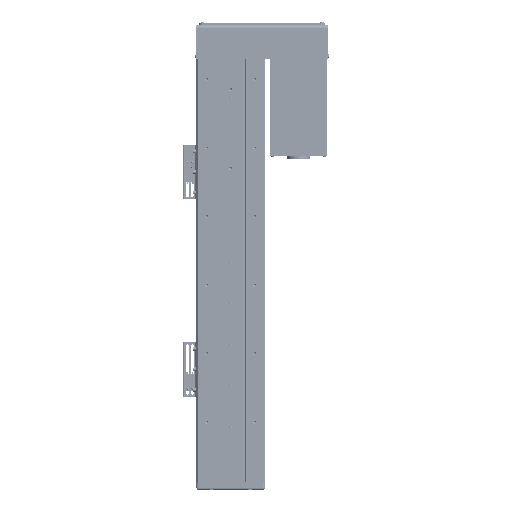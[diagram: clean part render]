
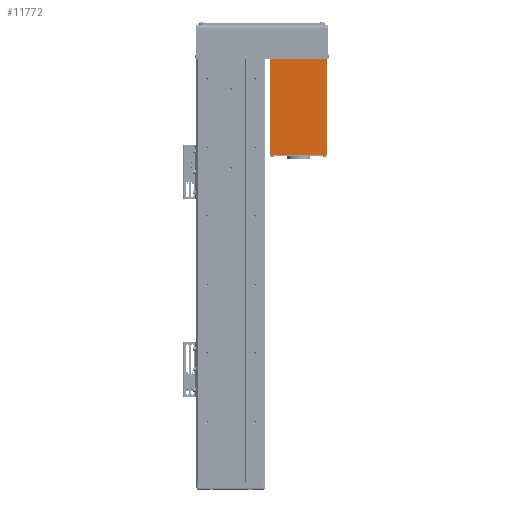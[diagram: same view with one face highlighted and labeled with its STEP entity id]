
A CAD part, front view. The second image highlights one B-rep face of the part: STEP entity #11772.
In plain terms, the highlighted planar face has unit normal (0, -1, 0).
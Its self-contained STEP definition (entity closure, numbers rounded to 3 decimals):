
#2220 = CARTESIAN_POINT ( 'NONE',  ( -42., -33.5, 0. ) ) ;
#3274 = DIRECTION ( 'NONE',  ( 1., 0., 0. ) ) ;
#4589 = EDGE_CURVE ( 'NONE', #106513, #40256, #28042, .T. ) ;
#5956 = CARTESIAN_POINT ( 'NONE',  ( -42., -33.5, 140. ) ) ;
#6865 = VECTOR ( 'NONE', #36239, 1000. ) ;
#10406 = ORIENTED_EDGE ( 'NONE', *, *, #60721, .F. ) ;
#11772 = ADVANCED_FACE ( 'NONE', ( #57806 ), #39722, .F. ) ;
#26937 = DIRECTION ( 'NONE',  ( 0., 0., -1. ) ) ;
#28042 = LINE ( 'NONE', #44519, #6865 ) ;
#31669 = EDGE_CURVE ( 'NONE', #78193, #111811, #115355, .T. ) ;
#33814 = ORIENTED_EDGE ( 'NONE', *, *, #4589, .T. ) ;
#36239 = DIRECTION ( 'NONE',  ( 1., 0., 0. ) ) ;
#38848 = DIRECTION ( 'NONE',  ( 0., 0., 1. ) ) ;
#38952 = CARTESIAN_POINT ( 'NONE',  ( -42., -33.5, 140. ) ) ;
#39722 = PLANE ( 'NONE',  #61244 ) ;
#40256 = VERTEX_POINT ( 'NONE', #93741 ) ;
#40558 = ORIENTED_EDGE ( 'NONE', *, *, #31669, .F. ) ;
#41643 = DIRECTION ( 'NONE',  ( 0., 1., 0. ) ) ;
#43564 = VECTOR ( 'NONE', #3274, 1000. ) ;
#44519 = CARTESIAN_POINT ( 'NONE',  ( -42., -33.5, 0. ) ) ;
#44521 = EDGE_LOOP ( 'NONE', ( #33814, #10406, #40558, #107206 ) ) ;
#45563 = CARTESIAN_POINT ( 'NONE',  ( 42., -33.5, 140. ) ) ;
#55063 = CARTESIAN_POINT ( 'NONE',  ( 42., -33.5, 140. ) ) ;
#57806 = FACE_OUTER_BOUND ( 'NONE', #44521, .T. ) ;
#60721 = EDGE_CURVE ( 'NONE', #111811, #40256, #94046, .T. ) ;
#61244 = AXIS2_PLACEMENT_3D ( 'NONE', #38952, #41643, #38848 ) ;
#70072 = VECTOR ( 'NONE', #73234, 1000. ) ;
#71816 = CARTESIAN_POINT ( 'NONE',  ( -42., -33.5, 140. ) ) ;
#73234 = DIRECTION ( 'NONE',  ( 0., 0., -1. ) ) ;
#78193 = VERTEX_POINT ( 'NONE', #5956 ) ;
#80427 = EDGE_CURVE ( 'NONE', #78193, #106513, #105601, .T. ) ;
#81709 = VECTOR ( 'NONE', #26937, 1000. ) ;
#93741 = CARTESIAN_POINT ( 'NONE',  ( 42., -33.5, 0. ) ) ;
#94046 = LINE ( 'NONE', #55063, #70072 ) ;
#102087 = CARTESIAN_POINT ( 'NONE',  ( -42., -33.5, 140. ) ) ;
#105601 = LINE ( 'NONE', #71816, #81709 ) ;
#106513 = VERTEX_POINT ( 'NONE', #2220 ) ;
#107206 = ORIENTED_EDGE ( 'NONE', *, *, #80427, .T. ) ;
#111811 = VERTEX_POINT ( 'NONE', #45563 ) ;
#115355 = LINE ( 'NONE', #102087, #43564 ) ;
